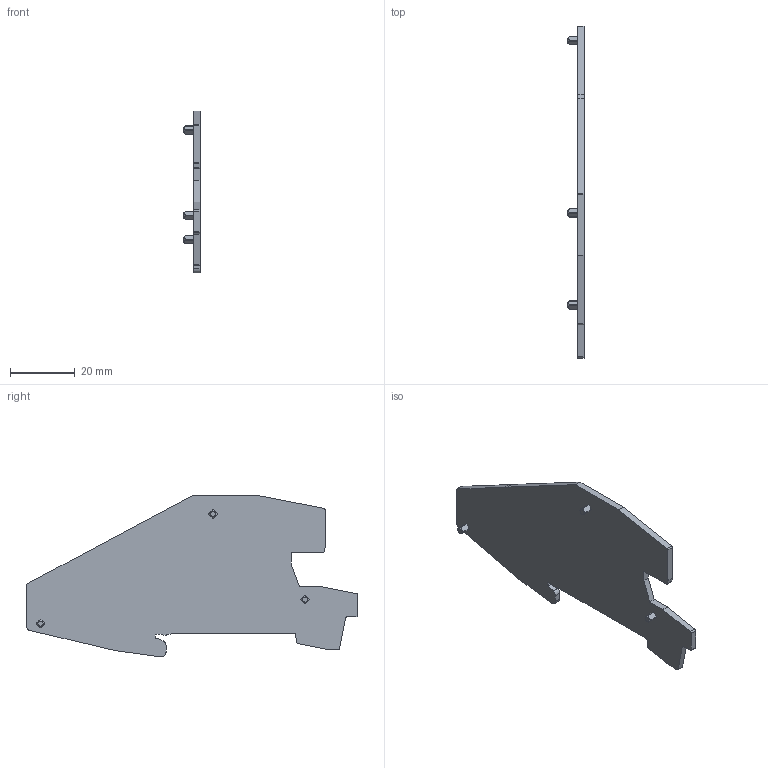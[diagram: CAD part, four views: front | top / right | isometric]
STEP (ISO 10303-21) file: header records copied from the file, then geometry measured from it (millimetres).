
FILE_DESCRIPTION(('CATIA V5R22 STEP214','CAx-IF Rec.Pracs.--- Model Styling and Organization---1.4--- 2014-01-23'),'2;1');
FILE_NAME ('1117234-5_1', '2021-01-08T08:14:49+00:00', ('Weidmueller Interface'), ('Weidmueller'), 'CATIA Version 5-6 Release 2016 SP3 HF44', 'CATIA V5 STEP AP214', 'none');
FILE_SCHEMA(('AUTOMOTIVE_DESIGN { 1 0 10303 214 1 1 1 1 }'));
Length unit declared in the file: millimetre
Products named in the file (1): 2668960000
Bounding box: 5 x 102.9 x 50.21 mm (x, y, z)
Volume: 6902.3 mm3; surface area: 7531.5 mm2
Topology: 1 solids, 1 shells, 89 faces, 256 edges, 172 vertices
Faces by surface type: plane 47, cylinder 36, cone 6
Entity records: 3108 total; most frequent: CARTESIAN_POINT 703, ORIENTED_EDGE 512, DIRECTION 402, EDGE_CURVE 256, VERTEX_POINT 172, VECTOR 160, LINE 160, AXIS2_PLACEMENT_3D 155
